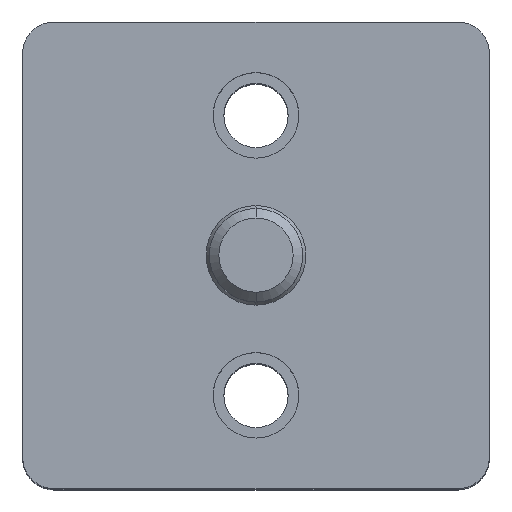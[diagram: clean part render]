
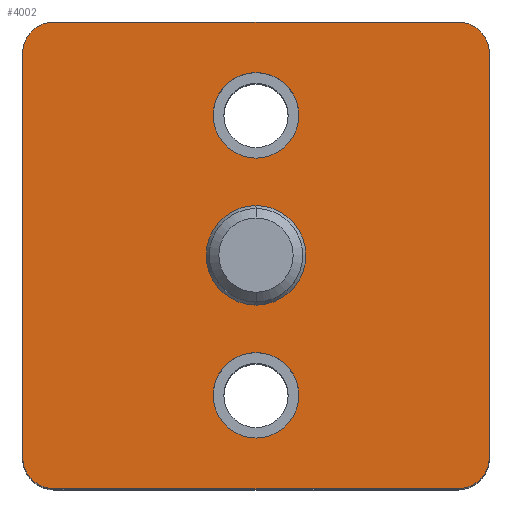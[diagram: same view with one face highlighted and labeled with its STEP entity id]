
A CAD part, top view. The second image highlights one B-rep face of the part: STEP entity #4002.
In plain terms, the highlighted planar face has unit normal (0, 0, 1).
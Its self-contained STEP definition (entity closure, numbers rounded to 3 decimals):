
#109 = DIRECTION ( 'NONE',  ( 0., 0., 1. ) ) ;
#116 = ORIENTED_EDGE ( 'NONE', *, *, #3720, .T. ) ;
#135 = CARTESIAN_POINT ( 'NONE',  ( 13., -15., 50. ) ) ;
#193 = EDGE_CURVE ( 'NONE', #3000, #4815, #417, .T. ) ;
#284 = VERTEX_POINT ( 'NONE', #6610 ) ;
#360 = AXIS2_PLACEMENT_3D ( 'NONE', #1502, #3134, #2563 ) ;
#367 = DIRECTION ( 'NONE',  ( 0., 0., -1. ) ) ;
#400 = DIRECTION ( 'NONE',  ( 0., 0., -1. ) ) ;
#417 = CIRCLE ( 'NONE', #6033, 2.75 ) ;
#425 = DIRECTION ( 'NONE',  ( 0., -1., 0. ) ) ;
#605 = CARTESIAN_POINT ( 'NONE',  ( -15., 13., 50. ) ) ;
#630 = DIRECTION ( 'NONE',  ( -1., 0., 0. ) ) ;
#663 = PLANE ( 'NONE',  #6872 ) ;
#706 = ORIENTED_EDGE ( 'NONE', *, *, #7155, .T. ) ;
#756 = DIRECTION ( 'NONE',  ( 0., -1., 0. ) ) ;
#977 = VERTEX_POINT ( 'NONE', #1750 ) ;
#1008 = EDGE_CURVE ( 'NONE', #284, #5418, #3532, .T. ) ;
#1045 = DIRECTION ( 'NONE',  ( 1., 0., 0. ) ) ;
#1090 = CARTESIAN_POINT ( 'NONE',  ( 0., -11.75, 50. ) ) ;
#1120 = CARTESIAN_POINT ( 'NONE',  ( 0., 0., 50. ) ) ;
#1184 = CARTESIAN_POINT ( 'NONE',  ( 0., 0., 50. ) ) ;
#1193 = CARTESIAN_POINT ( 'NONE',  ( 0., -3.2, 50. ) ) ;
#1205 = ORIENTED_EDGE ( 'NONE', *, *, #4225, .T. ) ;
#1258 = EDGE_LOOP ( 'NONE', ( #5020, #6473 ) ) ;
#1332 = AXIS2_PLACEMENT_3D ( 'NONE', #1184, #3407, #5703 ) ;
#1360 = EDGE_CURVE ( 'NONE', #4101, #977, #3788, .T. ) ;
#1383 = CARTESIAN_POINT ( 'NONE',  ( 0., 6.25, 50. ) ) ;
#1403 = CARTESIAN_POINT ( 'NONE',  ( 15., 13., 50. ) ) ;
#1456 = DIRECTION ( 'NONE',  ( 0., 1., 0. ) ) ;
#1502 = CARTESIAN_POINT ( 'NONE',  ( -13., -13., 50. ) ) ;
#1531 = CIRCLE ( 'NONE', #3403, 2.75 ) ;
#1552 = DIRECTION ( 'NONE',  ( 0., -1., 0. ) ) ;
#1554 = CARTESIAN_POINT ( 'NONE',  ( 0., -6.25, 50. ) ) ;
#1686 = FACE_OUTER_BOUND ( 'NONE', #1864, .T. ) ;
#1750 = CARTESIAN_POINT ( 'NONE',  ( 15., -13., 50. ) ) ;
#1795 = EDGE_LOOP ( 'NONE', ( #2038, #706 ) ) ;
#1853 = DIRECTION ( 'NONE',  ( -1., 0., 0. ) ) ;
#1864 = EDGE_LOOP ( 'NONE', ( #5247, #3237, #6405, #2524, #1205, #4639, #6577, #116 ) ) ;
#1867 = FACE_BOUND ( 'NONE', #1795, .T. ) ;
#1872 = CIRCLE ( 'NONE', #1332, 3.2 ) ;
#2038 = ORIENTED_EDGE ( 'NONE', *, *, #4095, .T. ) ;
#2096 = CARTESIAN_POINT ( 'NONE',  ( 0., 9., 50. ) ) ;
#2270 = CARTESIAN_POINT ( 'NONE',  ( -13., 15., 50. ) ) ;
#2313 = VERTEX_POINT ( 'NONE', #5054 ) ;
#2376 = VERTEX_POINT ( 'NONE', #605 ) ;
#2524 = ORIENTED_EDGE ( 'NONE', *, *, #6385, .T. ) ;
#2563 = DIRECTION ( 'NONE',  ( -1., 0., 0. ) ) ;
#2704 = EDGE_CURVE ( 'NONE', #5418, #2376, #3954, .T. ) ;
#2712 = AXIS2_PLACEMENT_3D ( 'NONE', #2962, #109, #2980 ) ;
#2801 = CARTESIAN_POINT ( 'NONE',  ( 0., 11.75, 50. ) ) ;
#2962 = CARTESIAN_POINT ( 'NONE',  ( 13., -13., 50. ) ) ;
#2980 = DIRECTION ( 'NONE',  ( 1., 0., 0. ) ) ;
#2988 = DIRECTION ( 'NONE',  ( 0., 0., -1. ) ) ;
#3000 = VERTEX_POINT ( 'NONE', #1090 ) ;
#3099 = VERTEX_POINT ( 'NONE', #6146 ) ;
#3134 = DIRECTION ( 'NONE',  ( 0., 0., 1. ) ) ;
#3237 = ORIENTED_EDGE ( 'NONE', *, *, #2704, .T. ) ;
#3289 = CIRCLE ( 'NONE', #5815, 2.75 ) ;
#3331 = CARTESIAN_POINT ( 'NONE',  ( 15., 7.5, 50. ) ) ;
#3387 = DIRECTION ( 'NONE',  ( 0., 1., 0. ) ) ;
#3394 = AXIS2_PLACEMENT_3D ( 'NONE', #6212, #6151, #1045 ) ;
#3403 = AXIS2_PLACEMENT_3D ( 'NONE', #6080, #400, #425 ) ;
#3407 = DIRECTION ( 'NONE',  ( 0., 0., -1. ) ) ;
#3437 = VECTOR ( 'NONE', #4261, 1000. ) ;
#3532 = LINE ( 'NONE', #6865, #6838 ) ;
#3606 = VECTOR ( 'NONE', #5303, 1000. ) ;
#3631 = CIRCLE ( 'NONE', #360, 2. ) ;
#3637 = AXIS2_PLACEMENT_3D ( 'NONE', #6966, #2988, #6383 ) ;
#3665 = AXIS2_PLACEMENT_3D ( 'NONE', #5255, #7012, #756 ) ;
#3709 = AXIS2_PLACEMENT_3D ( 'NONE', #7171, #6082, #1456 ) ;
#3720 = EDGE_CURVE ( 'NONE', #4406, #284, #3792, .T. ) ;
#3731 = EDGE_CURVE ( 'NONE', #977, #4406, #5203, .T. ) ;
#3784 = LINE ( 'NONE', #6500, #3437 ) ;
#3788 = CIRCLE ( 'NONE', #2712, 2. ) ;
#3792 = CIRCLE ( 'NONE', #3394, 2. ) ;
#3954 = CIRCLE ( 'NONE', #3709, 2. ) ;
#4002 = ADVANCED_FACE ( 'NONE', ( #1686, #1867, #6272, #6194 ), #663, .F. ) ;
#4095 = EDGE_CURVE ( 'NONE', #4925, #2313, #7374, .T. ) ;
#4101 = VERTEX_POINT ( 'NONE', #135 ) ;
#4146 = VECTOR ( 'NONE', #3387, 1000. ) ;
#4225 = EDGE_CURVE ( 'NONE', #6757, #4101, #7005, .T. ) ;
#4261 = DIRECTION ( 'NONE',  ( 0., -1., 0. ) ) ;
#4270 = EDGE_CURVE ( 'NONE', #2376, #3099, #3784, .T. ) ;
#4366 = DIRECTION ( 'NONE',  ( 0., 1., 0. ) ) ;
#4406 = VERTEX_POINT ( 'NONE', #1403 ) ;
#4639 = ORIENTED_EDGE ( 'NONE', *, *, #1360, .T. ) ;
#4815 = VERTEX_POINT ( 'NONE', #1554 ) ;
#4836 = EDGE_LOOP ( 'NONE', ( #5003, #6656 ) ) ;
#4925 = VERTEX_POINT ( 'NONE', #1193 ) ;
#5003 = ORIENTED_EDGE ( 'NONE', *, *, #7318, .T. ) ;
#5020 = ORIENTED_EDGE ( 'NONE', *, *, #5824, .T. ) ;
#5054 = CARTESIAN_POINT ( 'NONE',  ( 0., 3.2, 50. ) ) ;
#5203 = LINE ( 'NONE', #3331, #4146 ) ;
#5247 = ORIENTED_EDGE ( 'NONE', *, *, #1008, .T. ) ;
#5255 = CARTESIAN_POINT ( 'NONE',  ( 0., 0., 50. ) ) ;
#5303 = DIRECTION ( 'NONE',  ( 1., 0., 0. ) ) ;
#5382 = CARTESIAN_POINT ( 'NONE',  ( -13., -15., 50. ) ) ;
#5418 = VERTEX_POINT ( 'NONE', #2270 ) ;
#5422 = CARTESIAN_POINT ( 'NONE',  ( 0., -9., 50. ) ) ;
#5703 = DIRECTION ( 'NONE',  ( 0., -1., 0. ) ) ;
#5732 = VERTEX_POINT ( 'NONE', #1383 ) ;
#5815 = AXIS2_PLACEMENT_3D ( 'NONE', #2096, #367, #1552 ) ;
#5824 = EDGE_CURVE ( 'NONE', #5732, #6993, #1531, .T. ) ;
#5953 = CARTESIAN_POINT ( 'NONE',  ( 7.5, -15., 50. ) ) ;
#6033 = AXIS2_PLACEMENT_3D ( 'NONE', #5422, #7175, #4366 ) ;
#6080 = CARTESIAN_POINT ( 'NONE',  ( 0., 9., 50. ) ) ;
#6082 = DIRECTION ( 'NONE',  ( 0., 0., 1. ) ) ;
#6146 = CARTESIAN_POINT ( 'NONE',  ( -15., -13., 50. ) ) ;
#6151 = DIRECTION ( 'NONE',  ( 0., 0., 1. ) ) ;
#6194 = FACE_BOUND ( 'NONE', #4836, .T. ) ;
#6212 = CARTESIAN_POINT ( 'NONE',  ( 13., 13., 50. ) ) ;
#6272 = FACE_BOUND ( 'NONE', #1258, .T. ) ;
#6383 = DIRECTION ( 'NONE',  ( 0., 1., 0. ) ) ;
#6385 = EDGE_CURVE ( 'NONE', #3099, #6757, #3631, .T. ) ;
#6405 = ORIENTED_EDGE ( 'NONE', *, *, #4270, .T. ) ;
#6437 = DIRECTION ( 'NONE',  ( 0., 0., -1. ) ) ;
#6473 = ORIENTED_EDGE ( 'NONE', *, *, #6532, .T. ) ;
#6500 = CARTESIAN_POINT ( 'NONE',  ( -15., -7.5, 50. ) ) ;
#6532 = EDGE_CURVE ( 'NONE', #6993, #5732, #3289, .T. ) ;
#6577 = ORIENTED_EDGE ( 'NONE', *, *, #3731, .T. ) ;
#6610 = CARTESIAN_POINT ( 'NONE',  ( 13., 15., 50. ) ) ;
#6656 = ORIENTED_EDGE ( 'NONE', *, *, #193, .T. ) ;
#6757 = VERTEX_POINT ( 'NONE', #5382 ) ;
#6838 = VECTOR ( 'NONE', #630, 1000. ) ;
#6865 = CARTESIAN_POINT ( 'NONE',  ( -7.5, 15., 50. ) ) ;
#6872 = AXIS2_PLACEMENT_3D ( 'NONE', #1120, #6437, #1853 ) ;
#6966 = CARTESIAN_POINT ( 'NONE',  ( 0., -9., 50. ) ) ;
#6993 = VERTEX_POINT ( 'NONE', #2801 ) ;
#7005 = LINE ( 'NONE', #5953, #3606 ) ;
#7011 = CIRCLE ( 'NONE', #3637, 2.75 ) ;
#7012 = DIRECTION ( 'NONE',  ( 0., 0., -1. ) ) ;
#7155 = EDGE_CURVE ( 'NONE', #2313, #4925, #1872, .T. ) ;
#7171 = CARTESIAN_POINT ( 'NONE',  ( -13., 13., 50. ) ) ;
#7175 = DIRECTION ( 'NONE',  ( 0., 0., -1. ) ) ;
#7318 = EDGE_CURVE ( 'NONE', #4815, #3000, #7011, .T. ) ;
#7374 = CIRCLE ( 'NONE', #3665, 3.2 ) ;
